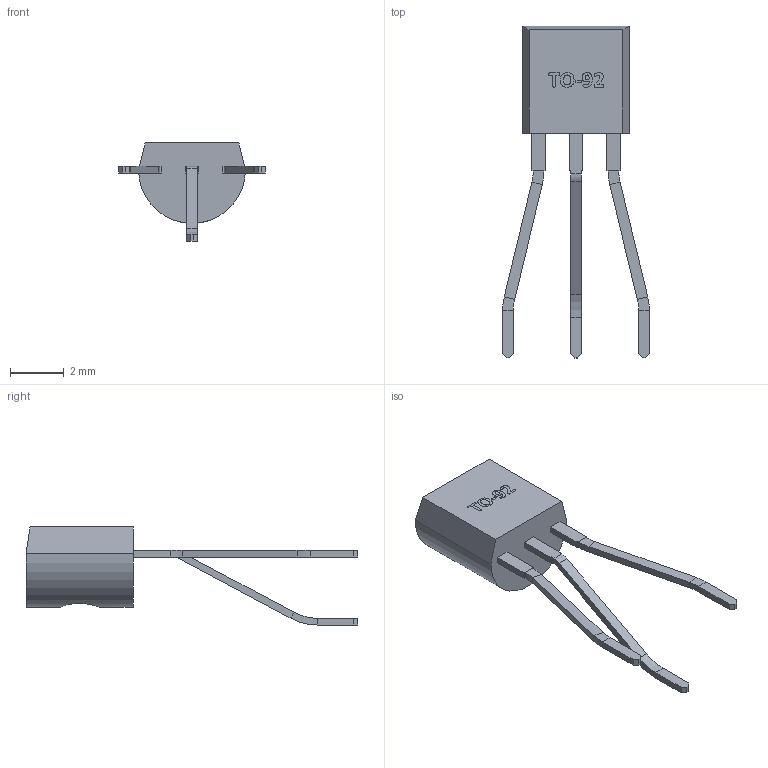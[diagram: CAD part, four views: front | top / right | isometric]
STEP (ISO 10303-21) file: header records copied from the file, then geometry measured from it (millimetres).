
FILE_DESCRIPTION (( 'STEP AP214' ), '1' );
FILE_NAME ('Transistor TO-92.STEP', '2023-08-16T01:45:15', ( '' ), ( '' ), 'SwSTEP 2.0', 'SolidWorks 2023', '' );
FILE_SCHEMA (( 'AUTOMOTIVE_DESIGN' ));
Length unit declared in the file: millimetre
Products named in the file (1): Transistor TO-92
Bounding box: 5.48 x 12.4 x 3.67 mm (x, y, z)
Volume: 41.8 mm3; surface area: 104.3 mm2
Topology: 1 solids, 1 shells, 110 faces, 292 edges, 196 vertices
Faces by surface type: plane 84, cylinder 14, bspline 12
Full cylindrical faces by diameter (mm): 1.5 x1
Entity records: 4888 total; most frequent: CARTESIAN_POINT 1907, ORIENTED_EDGE 580, DIRECTION 448, EDGE_CURVE 290, VECTOR 196, LINE 196, VERTEX_POINT 195, AXIS2_PLACEMENT_3D 126
